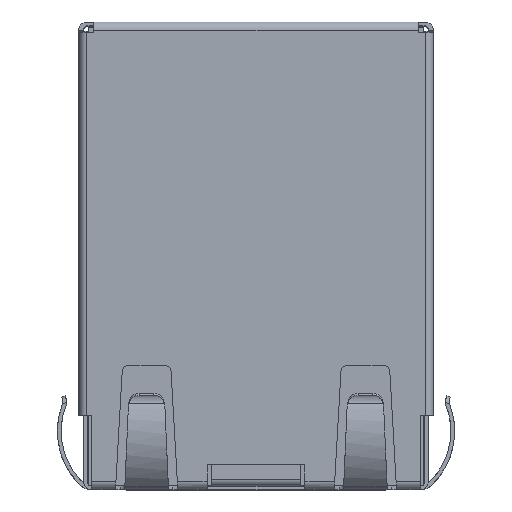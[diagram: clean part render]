
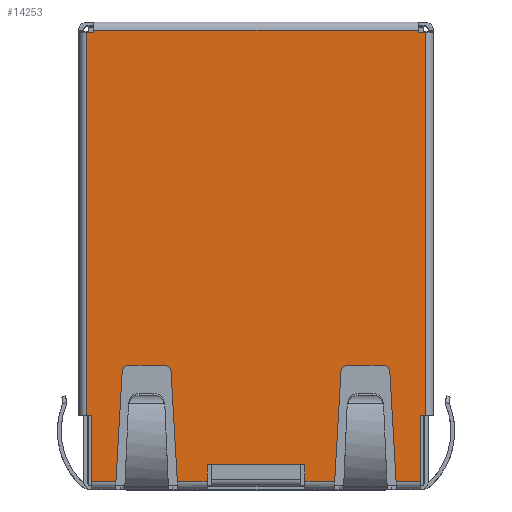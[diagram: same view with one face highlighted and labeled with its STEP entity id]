
A CAD part, top view. The second image highlights one B-rep face of the part: STEP entity #14253.
In plain terms, the highlighted planar face has unit normal (0, 0, 1).
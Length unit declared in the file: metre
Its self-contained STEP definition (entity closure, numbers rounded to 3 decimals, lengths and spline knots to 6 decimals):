
#615=CIRCLE('',#14434,0.0003);
#855=CIRCLE('',#15400,0.0003);
#858=CIRCLE('',#15406,0.0003);
#859=CIRCLE('',#15409,0.0003);
#4313=ORIENTED_EDGE('',*,*,#5688,.T.);
#4314=ORIENTED_EDGE('',*,*,#5690,.T.);
#4315=ORIENTED_EDGE('',*,*,#5684,.T.);
#4316=ORIENTED_EDGE('',*,*,#5678,.T.);
#4317=ORIENTED_EDGE('',*,*,#6978,.T.);
#4318=ORIENTED_EDGE('',*,*,#6138,.T.);
#4319=ORIENTED_EDGE('',*,*,#6118,.T.);
#4320=ORIENTED_EDGE('',*,*,#6123,.T.);
#4321=ORIENTED_EDGE('',*,*,#6115,.T.);
#4322=ORIENTED_EDGE('',*,*,#6113,.T.);
#4323=ORIENTED_EDGE('',*,*,#6111,.T.);
#4324=ORIENTED_EDGE('',*,*,#6979,.T.);
#4325=ORIENTED_EDGE('',*,*,#5254,.T.);
#4326=ORIENTED_EDGE('',*,*,#6980,.F.);
#4327=ORIENTED_EDGE('',*,*,#6981,.F.);
#4328=ORIENTED_EDGE('',*,*,#5243,.T.);
#4329=ORIENTED_EDGE('',*,*,#5247,.F.);
#4330=ORIENTED_EDGE('',*,*,#6982,.F.);
#4331=ORIENTED_EDGE('',*,*,#5252,.T.);
#4332=ORIENTED_EDGE('',*,*,#6983,.F.);
#4333=ORIENTED_EDGE('',*,*,#6893,.T.);
#4334=ORIENTED_EDGE('',*,*,#6957,.T.);
#4335=ORIENTED_EDGE('',*,*,#6711,.T.);
#4336=ORIENTED_EDGE('',*,*,#6962,.F.);
#4337=ORIENTED_EDGE('',*,*,#6964,.F.);
#4338=ORIENTED_EDGE('',*,*,#6967,.F.);
#4339=ORIENTED_EDGE('',*,*,#6974,.F.);
#4340=ORIENTED_EDGE('',*,*,#6977,.F.);
#5243=EDGE_CURVE('',#7272,#7271,#8638,.T.);
#5247=EDGE_CURVE('',#7274,#7271,#615,.T.);
#5252=EDGE_CURVE('',#7276,#7279,#8643,.T.);
#5254=EDGE_CURVE('',#7282,#7281,#8644,.T.);
#5678=EDGE_CURVE('',#7558,#7559,#8927,.T.);
#5684=EDGE_CURVE('',#7563,#7558,#8933,.T.);
#5688=EDGE_CURVE('',#7565,#7564,#8936,.T.);
#5690=EDGE_CURVE('',#7564,#7563,#8937,.T.);
#6111=EDGE_CURVE('',#7845,#7847,#9237,.T.);
#6113=EDGE_CURVE('',#7848,#7845,#9238,.T.);
#6115=EDGE_CURVE('',#7849,#7848,#9240,.T.);
#6118=EDGE_CURVE('',#7851,#7852,#9243,.T.);
#6123=EDGE_CURVE('',#7852,#7849,#9246,.T.);
#6138=EDGE_CURVE('',#7862,#7851,#9259,.T.);
#6711=EDGE_CURVE('',#8235,#8236,#9627,.T.);
#6893=EDGE_CURVE('',#8367,#8368,#9803,.T.);
#6957=EDGE_CURVE('',#8368,#8235,#9858,.T.);
#6962=EDGE_CURVE('',#8401,#8236,#9862,.T.);
#6964=EDGE_CURVE('',#8402,#8401,#855,.T.);
#6967=EDGE_CURVE('',#8404,#8402,#9865,.T.);
#6974=EDGE_CURVE('',#8408,#8404,#858,.T.);
#6977=EDGE_CURVE('',#7565,#8408,#9873,.T.);
#6978=EDGE_CURVE('',#7559,#7862,#9874,.T.);
#6979=EDGE_CURVE('',#7847,#7282,#9875,.T.);
#6980=EDGE_CURVE('',#8409,#7281,#9876,.T.);
#6981=EDGE_CURVE('',#7272,#8409,#859,.T.);
#6982=EDGE_CURVE('',#7276,#7274,#9877,.T.);
#6983=EDGE_CURVE('',#8367,#7279,#9878,.T.);
#7271=VERTEX_POINT('',#19742);
#7272=VERTEX_POINT('',#19744);
#7274=VERTEX_POINT('',#19750);
#7276=VERTEX_POINT('',#19756);
#7279=VERTEX_POINT('',#19761);
#7281=VERTEX_POINT('',#19766);
#7282=VERTEX_POINT('',#19768);
#7558=VERTEX_POINT('',#20862);
#7559=VERTEX_POINT('',#20864);
#7563=VERTEX_POINT('',#20877);
#7564=VERTEX_POINT('',#20882);
#7565=VERTEX_POINT('',#20884);
#7845=VERTEX_POINT('',#22317);
#7847=VERTEX_POINT('',#22322);
#7848=VERTEX_POINT('',#22326);
#7849=VERTEX_POINT('',#22331);
#7851=VERTEX_POINT('',#22337);
#7852=VERTEX_POINT('',#22338);
#7862=VERTEX_POINT('',#22373);
#8235=VERTEX_POINT('',#23752);
#8236=VERTEX_POINT('',#23753);
#8367=VERTEX_POINT('',#24124);
#8368=VERTEX_POINT('',#24125);
#8401=VERTEX_POINT('',#24254);
#8402=VERTEX_POINT('',#24259);
#8404=VERTEX_POINT('',#24265);
#8408=VERTEX_POINT('',#24278);
#8409=VERTEX_POINT('',#24287);
#8638=LINE('',#19743,#10157);
#8643=LINE('',#19762,#10162);
#8644=LINE('',#19767,#10163);
#8927=LINE('',#20865,#10446);
#8933=LINE('',#20876,#10452);
#8936=LINE('',#20883,#10455);
#8937=LINE('',#20887,#10456);
#9237=LINE('',#22323,#10756);
#9238=LINE('',#22327,#10757);
#9240=LINE('',#22330,#10759);
#9243=LINE('',#22336,#10762);
#9246=LINE('',#22346,#10765);
#9259=LINE('',#22372,#10778);
#9627=LINE('',#23751,#11146);
#9803=LINE('',#24123,#11322);
#9858=LINE('',#24244,#11377);
#9862=LINE('',#24255,#11381);
#9865=LINE('',#24264,#11384);
#9873=LINE('',#24282,#11392);
#9874=LINE('',#24284,#11393);
#9875=LINE('',#24285,#11394);
#9876=LINE('',#24286,#11395);
#9877=LINE('',#24289,#11396);
#9878=LINE('',#24290,#11397);
#10157=VECTOR('',#15860,1.);
#10162=VECTOR('',#15877,1.);
#10163=VECTOR('',#15882,1.);
#10446=VECTOR('',#16679,1.);
#10452=VECTOR('',#16689,1.);
#10455=VECTOR('',#16696,1.);
#10456=VECTOR('',#16701,1.);
#10756=VECTOR('',#17549,1.);
#10757=VECTOR('',#17554,1.);
#10759=VECTOR('',#17558,1.);
#10762=VECTOR('',#17563,1.);
#10765=VECTOR('',#17572,1.);
#10778=VECTOR('',#17597,1.);
#11146=VECTOR('',#18577,1.);
#11322=VECTOR('',#18881,1.);
#11377=VECTOR('',#19006,1.);
#11381=VECTOR('',#19016,1.);
#11384=VECTOR('',#19027,1.);
#11392=VECTOR('',#19045,1.);
#11393=VECTOR('',#19048,1.);
#11394=VECTOR('',#19049,1.);
#11395=VECTOR('',#19050,1.);
#11396=VECTOR('',#19053,1.);
#11397=VECTOR('',#19054,1.);
#12261=EDGE_LOOP('',(#4313,#4314,#4315,#4316,#4317,#4318,#4319,#4320,#4321,
#4322,#4323,#4324,#4325,#4326,#4327,#4328,#4329,#4330,#4331,#4332,#4333,
#4334,#4335,#4336,#4337,#4338,#4339,#4340));
#13067=FACE_BOUND('',#12261,.T.);
#13536=PLANE('',#15408);
#14253=ADVANCED_FACE('',(#13067),#13536,.T.);
#14434=AXIS2_PLACEMENT_3D('',#19752,#15866,#15867);
#15400=AXIS2_PLACEMENT_3D('',#24258,#19020,#19021);
#15406=AXIS2_PLACEMENT_3D('',#24277,#19039,#19040);
#15408=AXIS2_PLACEMENT_3D('',#24283,#19046,#19047);
#15409=AXIS2_PLACEMENT_3D('',#24288,#19051,#19052);
#15860=DIRECTION('',(1.,0.,0.));
#15866=DIRECTION('',(0.,0.,1.));
#15867=DIRECTION('',(0.998,0.057,0.));
#15877=DIRECTION('',(1.,0.,0.));
#15882=DIRECTION('',(1.,0.,0.));
#16679=DIRECTION('',(0.,1.,0.));
#16689=DIRECTION('',(1.,0.,0.));
#16696=DIRECTION('',(1.,0.,0.));
#16701=DIRECTION('',(0.,1.,0.));
#17549=DIRECTION('',(1.,0.,0.));
#17554=DIRECTION('',(0.,-1.,0.));
#17558=DIRECTION('',(-1.,0.,0.));
#17563=DIRECTION('',(-1.,0.,0.));
#17572=DIRECTION('',(0.,-1.,0.));
#17597=DIRECTION('',(0.,1.,0.));
#18577=DIRECTION('',(1.,0.,0.));
#18881=DIRECTION('',(1.,0.,0.));
#19006=DIRECTION('',(0.,-1.,0.));
#19016=DIRECTION('',(-0.057,-0.998,0.));
#19020=DIRECTION('',(0.,0.,1.));
#19021=DIRECTION('',(0.,1.,0.));
#19027=DIRECTION('',(-1.,0.,0.));
#19039=DIRECTION('',(0.,0.,1.));
#19040=DIRECTION('',(0.998,0.057,0.));
#19045=DIRECTION('',(-0.057,0.998,0.));
#19046=DIRECTION('',(0.,0.,1.));
#19047=DIRECTION('',(0.,-1.,0.));
#19048=DIRECTION('',(-1.,0.,0.));
#19049=DIRECTION('',(0.,-1.,0.));
#19050=DIRECTION('',(-0.057,-0.998,0.));
#19051=DIRECTION('',(0.,0.,1.));
#19052=DIRECTION('',(0.,1.,0.));
#19053=DIRECTION('',(-0.057,0.998,0.));
#19054=DIRECTION('',(0.,-1.,0.));
#19742=CARTESIAN_POINT('',(0.003467,-0.01546,0.01183));
#19743=CARTESIAN_POINT('',(0.001833,-0.01546,0.01183));
#19744=CARTESIAN_POINT('',(0.001833,-0.01546,0.01183));
#19750=CARTESIAN_POINT('',(0.003766,-0.015743,0.01183));
#19752=CARTESIAN_POINT('',(0.003467,-0.01576,0.01183));
#19756=CARTESIAN_POINT('',(0.004054,-0.02077,0.01183));
#19761=CARTESIAN_POINT('',(0.005415,-0.02077,0.01183));
#19762=CARTESIAN_POINT('',(0.004054,-0.02077,0.01183));
#19766=CARTESIAN_POINT('',(0.001246,-0.02077,0.01183));
#19767=CARTESIAN_POINT('',(0.00014,-0.02077,0.01183));
#19768=CARTESIAN_POINT('',(0.00014,-0.02077,0.01183));
#20862=CARTESIAN_POINT('',(0.01538,-0.017755,0.01183));
#20864=CARTESIAN_POINT('',(0.01538,-0.000232,0.01183));
#20865=CARTESIAN_POINT('',(0.01538,-0.017755,0.01183));
#20876=CARTESIAN_POINT('',(0.01516,-0.017755,0.01183));
#20877=CARTESIAN_POINT('',(0.01516,-0.017755,0.01183));
#20882=CARTESIAN_POINT('',(0.01516,-0.02077,0.01183));
#20883=CARTESIAN_POINT('',(0.014054,-0.02077,0.01183));
#20884=CARTESIAN_POINT('',(0.014054,-0.02077,0.01183));
#20887=CARTESIAN_POINT('',(0.01516,-0.02077,0.01183));
#22317=CARTESIAN_POINT('',(-0.00008,-0.017755,0.01183));
#22322=CARTESIAN_POINT('',(0.00014,-0.017755,0.01183));
#22323=CARTESIAN_POINT('',(-0.00008,-0.017755,0.01183));
#22326=CARTESIAN_POINT('',(-0.00008,-0.000232,0.01183));
#22327=CARTESIAN_POINT('',(-0.00008,-0.000232,0.01183));
#22330=CARTESIAN_POINT('',(0.000241,-0.000232,0.01183));
#22331=CARTESIAN_POINT('',(0.000241,-0.000232,0.01183));
#22336=CARTESIAN_POINT('',(0.015059,-0.00014,0.01183));
#22337=CARTESIAN_POINT('',(0.015059,-0.00014,0.01183));
#22338=CARTESIAN_POINT('',(0.000241,-0.00014,0.01183));
#22346=CARTESIAN_POINT('',(0.000241,-0.00014,0.01183));
#22372=CARTESIAN_POINT('',(0.015059,-0.000232,0.01183));
#22373=CARTESIAN_POINT('',(0.015059,-0.000232,0.01183));
#23751=CARTESIAN_POINT('',(0.009885,-0.02077,0.01183));
#23752=CARTESIAN_POINT('',(0.009885,-0.02077,0.01183));
#23753=CARTESIAN_POINT('',(0.011246,-0.02077,0.01183));
#24123=CARTESIAN_POINT('',(0.005415,-0.020005,0.01183));
#24124=CARTESIAN_POINT('',(0.005415,-0.020005,0.01183));
#24125=CARTESIAN_POINT('',(0.009885,-0.020005,0.01183));
#24244=CARTESIAN_POINT('',(0.009885,-0.020005,0.01183));
#24254=CARTESIAN_POINT('',(0.011534,-0.015743,0.01183));
#24255=CARTESIAN_POINT('',(0.011534,-0.015743,0.01183));
#24258=CARTESIAN_POINT('',(0.011833,-0.01576,0.01183));
#24259=CARTESIAN_POINT('',(0.011833,-0.01546,0.01183));
#24264=CARTESIAN_POINT('',(0.013467,-0.01546,0.01183));
#24265=CARTESIAN_POINT('',(0.013467,-0.01546,0.01183));
#24277=CARTESIAN_POINT('',(0.013467,-0.01576,0.01183));
#24278=CARTESIAN_POINT('',(0.013766,-0.015743,0.01183));
#24282=CARTESIAN_POINT('',(0.014054,-0.02077,0.01183));
#24283=CARTESIAN_POINT('',(0.00765,-0.01034,0.01183));
#24284=CARTESIAN_POINT('',(0.01538,-0.000232,0.01183));
#24285=CARTESIAN_POINT('',(0.00014,-0.017755,0.01183));
#24286=CARTESIAN_POINT('',(0.001534,-0.015743,0.01183));
#24287=CARTESIAN_POINT('',(0.001534,-0.015743,0.01183));
#24288=CARTESIAN_POINT('',(0.001833,-0.01576,0.01183));
#24289=CARTESIAN_POINT('',(0.004054,-0.02077,0.01183));
#24290=CARTESIAN_POINT('',(0.005415,-0.020005,0.01183));
